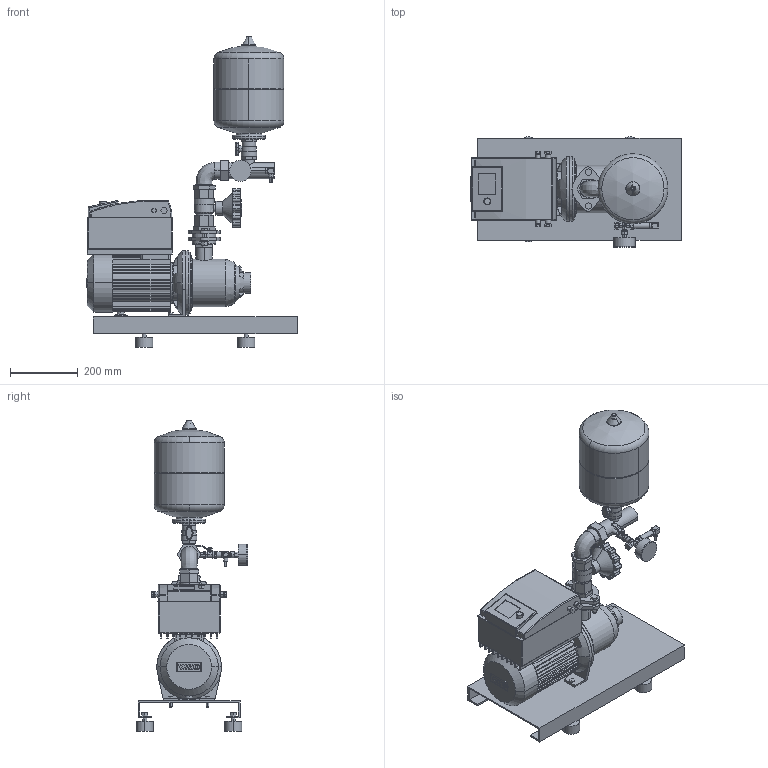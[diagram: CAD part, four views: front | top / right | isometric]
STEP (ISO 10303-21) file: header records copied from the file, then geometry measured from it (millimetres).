
FILE_DESCRIPTION((''),'2;1');
FILE_NAME('3d_COR-1MHIE1602-2G-2523130.stp','2011-08-30T07:35:31',(''),(''),'Mechanical Desktop 2009','Mechanical Desktop 2009',', , ');
FILE_SCHEMA(('CONFIG_CONTROL_DESIGN'));
Length unit declared in the file: millimetre
Products named in the file (1): Product
Bounding box: 619 x 327 x 915 mm (x, y, z)
Volume: 25968099.7 mm3; surface area: 1927195.6 mm2
Topology: 37 solids, 37 shells, 1471 faces, 3586 edges, 2216 vertices
Faces by surface type: plane 651, cylinder 460, bspline 193, sphere 68, cone 65, torus 34
Entity records: 47905 total; most frequent: CARTESIAN_POINT 13648, DIRECTION 7175, ORIENTED_EDGE 7024, EDGE_CURVE 3512, AXIS2_PLACEMENT_3D 2535, VERTEX_POINT 2216, VECTOR 2105, LINE 2105
